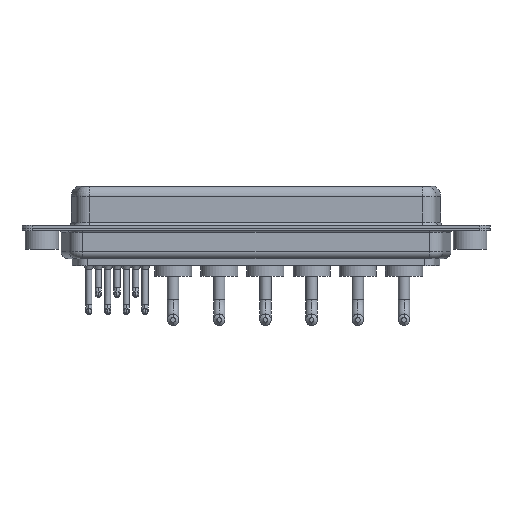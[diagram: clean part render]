
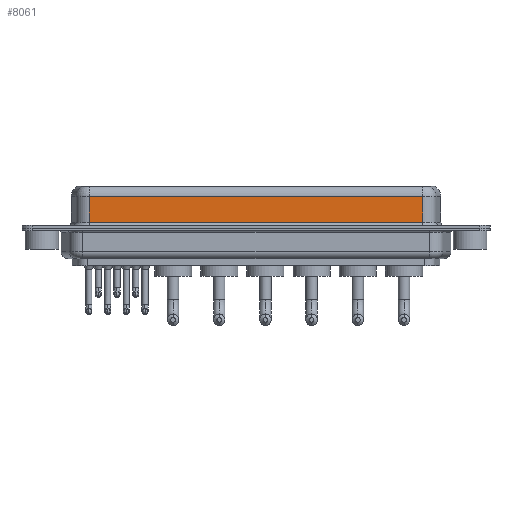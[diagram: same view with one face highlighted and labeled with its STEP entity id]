
A CAD part, front view. The second image highlights one B-rep face of the part: STEP entity #8061.
In plain terms, the highlighted planar face has unit normal (0, -1, 0).
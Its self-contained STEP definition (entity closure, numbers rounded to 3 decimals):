
#1879 = CARTESIAN_POINT ( 'NONE',  ( 7.038, -3.95, 4.65 ) ) ;
#1903 = VECTOR ( 'NONE', #11393, 1000. ) ;
#2183 = DIRECTION ( 'NONE',  ( 0., 0., 1. ) ) ;
#2554 = VECTOR ( 'NONE', #3678, 1000. ) ;
#3574 = CARTESIAN_POINT ( 'NONE',  ( 56.462, -3.95, 6.4 ) ) ;
#3581 = ORIENTED_EDGE ( 'NONE', *, *, #17097, .T. ) ;
#3678 = DIRECTION ( 'NONE',  ( -1., 0., 0. ) ) ;
#3807 = VERTEX_POINT ( 'NONE', #1879 ) ;
#4542 = LINE ( 'NONE', #10779, #2554 ) ;
#4806 = ORIENTED_EDGE ( 'NONE', *, *, #13700, .T. ) ;
#5100 = AXIS2_PLACEMENT_3D ( 'NONE', #3574, #9290, #2183 ) ;
#5292 = ORIENTED_EDGE ( 'NONE', *, *, #5735, .T. ) ;
#5735 = EDGE_CURVE ( 'NONE', #3807, #14337, #7891, .T. ) ;
#6785 = DIRECTION ( 'NONE',  ( 1., 0., 0. ) ) ;
#7213 = CARTESIAN_POINT ( 'NONE',  ( 56.462, -3.95, 4.65 ) ) ;
#7891 = LINE ( 'NONE', #16145, #11258 ) ;
#8061 = ADVANCED_FACE ( 'NONE', ( #10765 ), #12062, .F. ) ;
#8426 = CARTESIAN_POINT ( 'NONE',  ( 56.462, -3.95, 6.4 ) ) ;
#9290 = DIRECTION ( 'NONE',  ( 0., 1., 0. ) ) ;
#9671 = LINE ( 'NONE', #9770, #10535 ) ;
#9770 = CARTESIAN_POINT ( 'NONE',  ( 56.462, -3.95, 0.9 ) ) ;
#9842 = CARTESIAN_POINT ( 'NONE',  ( 7.038, -3.95, 0.9 ) ) ;
#9968 = CARTESIAN_POINT ( 'NONE',  ( 56.462, -3.95, 0.9 ) ) ;
#10535 = VECTOR ( 'NONE', #6785, 1000. ) ;
#10765 = FACE_OUTER_BOUND ( 'NONE', #16259, .T. ) ;
#10779 = CARTESIAN_POINT ( 'NONE',  ( 56.462, -3.95, 4.65 ) ) ;
#11258 = VECTOR ( 'NONE', #13532, 1000. ) ;
#11303 = ORIENTED_EDGE ( 'NONE', *, *, #17785, .F. ) ;
#11393 = DIRECTION ( 'NONE',  ( 0., 0., -1. ) ) ;
#12062 = PLANE ( 'NONE',  #5100 ) ;
#12128 = VERTEX_POINT ( 'NONE', #7213 ) ;
#13483 = VERTEX_POINT ( 'NONE', #9968 ) ;
#13532 = DIRECTION ( 'NONE',  ( 0., 0., -1. ) ) ;
#13700 = EDGE_CURVE ( 'NONE', #12128, #3807, #4542, .T. ) ;
#14337 = VERTEX_POINT ( 'NONE', #9842 ) ;
#16145 = CARTESIAN_POINT ( 'NONE',  ( 7.038, -3.95, 6.4 ) ) ;
#16259 = EDGE_LOOP ( 'NONE', ( #11303, #4806, #5292, #3581 ) ) ;
#17054 = LINE ( 'NONE', #8426, #1903 ) ;
#17097 = EDGE_CURVE ( 'NONE', #14337, #13483, #9671, .T. ) ;
#17785 = EDGE_CURVE ( 'NONE', #12128, #13483, #17054, .T. ) ;
